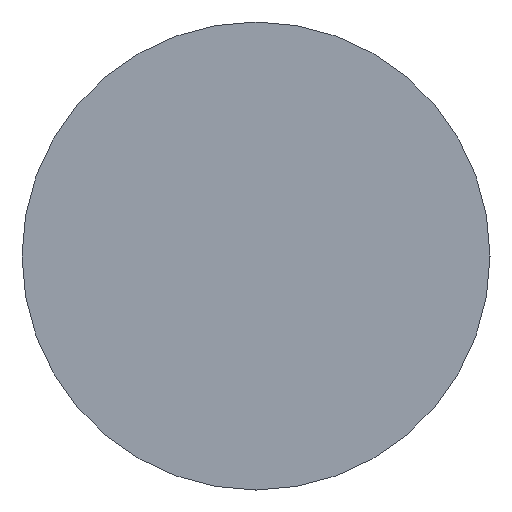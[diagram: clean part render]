
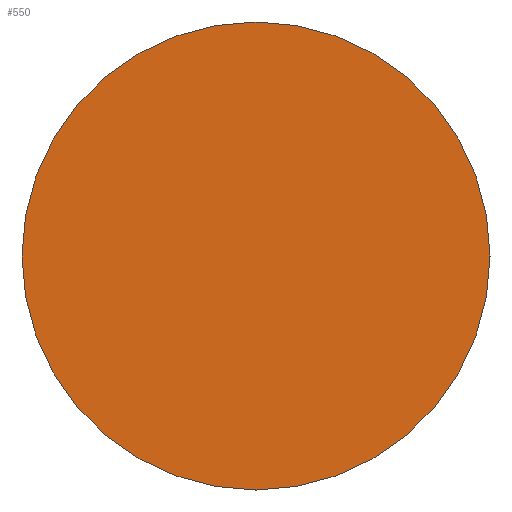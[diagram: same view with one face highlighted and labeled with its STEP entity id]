
A CAD part, left-side view. The second image highlights one B-rep face of the part: STEP entity #550.
In plain terms, the highlighted planar face has unit normal (-1, 0, 0).
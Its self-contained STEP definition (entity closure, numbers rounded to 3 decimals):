
#108 = FACE_OUTER_BOUND ( 'NONE', #172, .T. ) ;
#138 = ORIENTED_EDGE ( 'NONE', *, *, #786, .T. ) ;
#154 = DIRECTION ( 'NONE',  ( -1., 0., 0. ) ) ;
#172 = EDGE_LOOP ( 'NONE', ( #138, #177 ) ) ;
#177 = ORIENTED_EDGE ( 'NONE', *, *, #846, .T. ) ;
#191 = CARTESIAN_POINT ( 'NONE',  ( -1.7, 0.7, 0.7 ) ) ;
#231 = AXIS2_PLACEMENT_3D ( 'NONE', #663, #319, #609 ) ;
#245 = CIRCLE ( 'NONE', #750, 0.7 ) ;
#319 = DIRECTION ( 'NONE',  ( -1., 0., 0. ) ) ;
#362 = PLANE ( 'NONE',  #231 ) ;
#389 = VERTEX_POINT ( 'NONE', #191 ) ;
#442 = AXIS2_PLACEMENT_3D ( 'NONE', #606, #154, #716 ) ;
#509 = DIRECTION ( 'NONE',  ( 0., 0., 1. ) ) ;
#550 = ADVANCED_FACE ( 'NONE', ( #108 ), #362, .T. ) ;
#562 = VERTEX_POINT ( 'NONE', #827 ) ;
#573 = CARTESIAN_POINT ( 'NONE',  ( -1.7, 0.7, 0. ) ) ;
#601 = CIRCLE ( 'NONE', #442, 0.7 ) ;
#606 = CARTESIAN_POINT ( 'NONE',  ( -1.7, 0.7, 0. ) ) ;
#609 = DIRECTION ( 'NONE',  ( 0., 0., 1. ) ) ;
#655 = DIRECTION ( 'NONE',  ( -1., 0., 0. ) ) ;
#663 = CARTESIAN_POINT ( 'NONE',  ( -1.7, 0., 0. ) ) ;
#716 = DIRECTION ( 'NONE',  ( 0., 0., 1. ) ) ;
#750 = AXIS2_PLACEMENT_3D ( 'NONE', #573, #655, #509 ) ;
#786 = EDGE_CURVE ( 'NONE', #389, #562, #245, .T. ) ;
#827 = CARTESIAN_POINT ( 'NONE',  ( -1.7, 0.7, -0.7 ) ) ;
#846 = EDGE_CURVE ( 'NONE', #562, #389, #601, .T. ) ;
